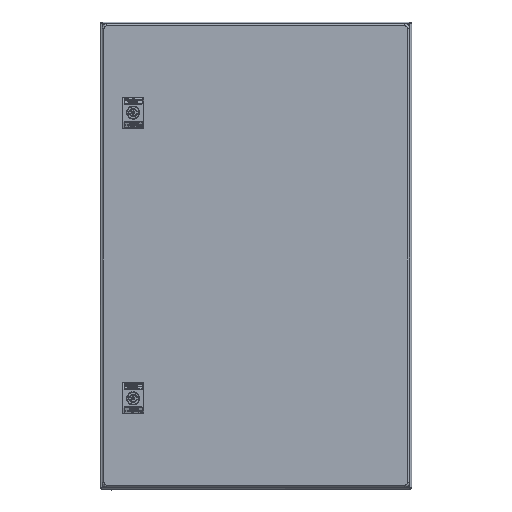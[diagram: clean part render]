
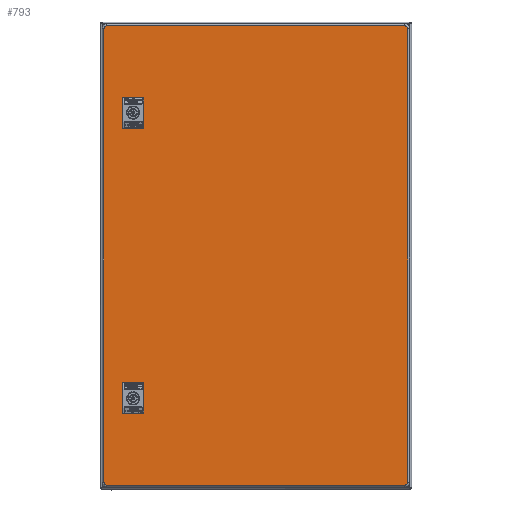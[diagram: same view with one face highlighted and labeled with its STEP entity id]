
A CAD part, top view. The second image highlights one B-rep face of the part: STEP entity #793.
In plain terms, the highlighted planar face has unit normal (0, 0, 1).
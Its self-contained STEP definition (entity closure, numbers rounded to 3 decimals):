
#793=ADVANCED_FACE('',(#5294,#5295,#5296),#5297,.T.);
#5294=FACE_OUTER_BOUND('',#15580,.T.);
#5295=FACE_BOUND('',#15581,.T.);
#5296=FACE_BOUND('',#15582,.T.);
#5297=PLANE('',#15583);
#15580=EDGE_LOOP('',(#32669,#32670,#32671,#32672,#32673,#32674,#32675,#32676));
#15581=EDGE_LOOP('',(#32677,#32678,#32679,#32680));
#15582=EDGE_LOOP('',(#32681,#32682,#32683,#32684));
#15583=AXIS2_PLACEMENT_3D('',#32685,#32686,#32687);
#32669=ORIENTED_EDGE('',*,*,#61199,.F.);
#32670=ORIENTED_EDGE('',*,*,#61200,.T.);
#32671=ORIENTED_EDGE('',*,*,#61201,.F.);
#32672=ORIENTED_EDGE('',*,*,#61202,.T.);
#32673=ORIENTED_EDGE('',*,*,#61203,.F.);
#32674=ORIENTED_EDGE('',*,*,#61204,.T.);
#32675=ORIENTED_EDGE('',*,*,#61205,.F.);
#32676=ORIENTED_EDGE('',*,*,#61206,.T.);
#32677=ORIENTED_EDGE('',*,*,#61207,.F.);
#32678=ORIENTED_EDGE('',*,*,#61208,.T.);
#32679=ORIENTED_EDGE('',*,*,#61209,.F.);
#32680=ORIENTED_EDGE('',*,*,#61210,.T.);
#32681=ORIENTED_EDGE('',*,*,#61211,.F.);
#32682=ORIENTED_EDGE('',*,*,#61212,.T.);
#32683=ORIENTED_EDGE('',*,*,#61213,.F.);
#32684=ORIENTED_EDGE('',*,*,#61214,.T.);
#32685=CARTESIAN_POINT('',(-0.3,0.,152.21));
#32686=DIRECTION('',(0.0,0.0,1.0));
#32687=DIRECTION('',(1.0,0.0,0.0));
#61199=EDGE_CURVE('',#72276,#72277,#72278,.T.);
#61200=EDGE_CURVE('',#72276,#72279,#72280,.T.);
#61201=EDGE_CURVE('',#72281,#72279,#72282,.T.);
#61202=EDGE_CURVE('',#72281,#72283,#72284,.T.);
#61203=EDGE_CURVE('',#72285,#72283,#72286,.T.);
#61204=EDGE_CURVE('',#72285,#72287,#72288,.T.);
#61205=EDGE_CURVE('',#72289,#72287,#72290,.T.);
#61206=EDGE_CURVE('',#72289,#72277,#72291,.T.);
#61207=EDGE_CURVE('',#72292,#72293,#72294,.T.);
#61208=EDGE_CURVE('',#72292,#72295,#72296,.T.);
#61209=EDGE_CURVE('',#72297,#72295,#72298,.T.);
#61210=EDGE_CURVE('',#72297,#72293,#72299,.T.);
#61211=EDGE_CURVE('',#72300,#72301,#72302,.T.);
#61212=EDGE_CURVE('',#72300,#72303,#72304,.T.);
#61213=EDGE_CURVE('',#72305,#72303,#72306,.T.);
#61214=EDGE_CURVE('',#72305,#72301,#72307,.T.);
#72276=VERTEX_POINT('',#90239);
#72277=VERTEX_POINT('',#90240);
#72278=CIRCLE('',#90241,3.5);
#72279=VERTEX_POINT('',#90242);
#72280=LINE('',#90243,#90244);
#72281=VERTEX_POINT('',#90245);
#72282=CIRCLE('',#90246,3.5);
#72283=VERTEX_POINT('',#90247);
#72284=LINE('',#90248,#90249);
#72285=VERTEX_POINT('',#90250);
#72286=CIRCLE('',#90251,3.5);
#72287=VERTEX_POINT('',#90252);
#72288=LINE('',#90253,#90254);
#72289=VERTEX_POINT('',#90255);
#72290=CIRCLE('',#90256,3.5);
#72291=LINE('',#90257,#90258);
#72292=VERTEX_POINT('',#90259);
#72293=VERTEX_POINT('',#90260);
#72294=CIRCLE('',#90261,11.75);
#72295=VERTEX_POINT('',#90262);
#72296=LINE('',#90263,#90264);
#72297=VERTEX_POINT('',#90265);
#72298=CIRCLE('',#90266,11.75);
#72299=LINE('',#90267,#90268);
#72300=VERTEX_POINT('',#90269);
#72301=VERTEX_POINT('',#90270);
#72302=CIRCLE('',#90271,11.75);
#72303=VERTEX_POINT('',#90272);
#72304=LINE('',#90273,#90274);
#72305=VERTEX_POINT('',#90275);
#72306=CIRCLE('',#90276,11.75);
#72307=LINE('',#90277,#90278);
#90239=CARTESIAN_POINT('',(191.2,295.,152.21));
#90240=CARTESIAN_POINT('',(194.7,291.5,152.21));
#90241=AXIS2_PLACEMENT_3D('',#122349,#122350,#122351);
#90242=CARTESIAN_POINT('',(-191.8,295.,152.21));
#90243=CARTESIAN_POINT('',(191.2,295.,152.21));
#90244=VECTOR('',#122352,383.);
#90245=CARTESIAN_POINT('',(-195.3,291.5,152.21));
#90246=AXIS2_PLACEMENT_3D('',#122353,#122354,#122355);
#90247=CARTESIAN_POINT('',(-195.3,-291.5,152.21));
#90248=CARTESIAN_POINT('',(-195.3,291.5,152.21));
#90249=VECTOR('',#122356,583.);
#90250=CARTESIAN_POINT('',(-191.8,-295.,152.21));
#90251=AXIS2_PLACEMENT_3D('',#122357,#122358,#122359);
#90252=CARTESIAN_POINT('',(191.2,-295.,152.21));
#90253=CARTESIAN_POINT('',(-191.8,-295.,152.21));
#90254=VECTOR('',#122360,383.);
#90255=CARTESIAN_POINT('',(194.7,-291.5,152.21));
#90256=AXIS2_PLACEMENT_3D('',#122361,#122362,#122363);
#90257=CARTESIAN_POINT('',(194.7,-291.5,152.21));
#90258=VECTOR('',#122364,583.);
#90259=CARTESIAN_POINT('',(-147.7,189.504,152.21));
#90260=CARTESIAN_POINT('',(-167.9,189.504,152.21));
#90261=AXIS2_PLACEMENT_3D('',#122365,#122366,#122367);
#90262=CARTESIAN_POINT('',(-147.7,177.496,152.21));
#90263=CARTESIAN_POINT('',(-147.7,189.504,152.21));
#90264=VECTOR('',#122368,12.009);
#90265=CARTESIAN_POINT('',(-167.9,177.496,152.21));
#90266=AXIS2_PLACEMENT_3D('',#122369,#122370,#122371);
#90267=CARTESIAN_POINT('',(-167.9,177.496,152.21));
#90268=VECTOR('',#122372,12.009);
#90269=CARTESIAN_POINT('',(-147.7,-177.496,152.21));
#90270=CARTESIAN_POINT('',(-167.9,-177.496,152.21));
#90271=AXIS2_PLACEMENT_3D('',#122373,#122374,#122375);
#90272=CARTESIAN_POINT('',(-147.7,-189.504,152.21));
#90273=CARTESIAN_POINT('',(-147.7,-177.496,152.21));
#90274=VECTOR('',#122376,12.009);
#90275=CARTESIAN_POINT('',(-167.9,-189.504,152.21));
#90276=AXIS2_PLACEMENT_3D('',#122377,#122378,#122379);
#90277=CARTESIAN_POINT('',(-167.9,-189.504,152.21));
#90278=VECTOR('',#122380,12.009);
#122349=CARTESIAN_POINT('',(191.2,291.5,152.21));
#122350=DIRECTION('',(0.0,0.0,-1.0));
#122351=DIRECTION('',(0.0,1.0,0.0));
#122352=DIRECTION('',(-1.0,0.,0.0));
#122353=CARTESIAN_POINT('',(-191.8,291.5,152.21));
#122354=DIRECTION('',(0.0,0.0,-1.0));
#122355=DIRECTION('',(-1.0,0.,0.0));
#122356=DIRECTION('',(0.,-1.0,0.0));
#122357=CARTESIAN_POINT('',(-191.8,-291.5,152.21));
#122358=DIRECTION('',(0.0,0.0,-1.0));
#122359=DIRECTION('',(0.0,-1.0,0.0));
#122360=DIRECTION('',(1.0,0.,0.0));
#122361=CARTESIAN_POINT('',(191.2,-291.5,152.21));
#122362=DIRECTION('',(0.0,0.0,-1.0));
#122363=DIRECTION('',(1.0,0.0,0.0));
#122364=DIRECTION('',(0.0,1.0,0.0));
#122365=CARTESIAN_POINT('',(-157.8,183.5,152.21));
#122366=DIRECTION('',(0.0,-0.0,1.0));
#122367=DIRECTION('',(0.86,0.511,0.0));
#122368=DIRECTION('',(0.,-1.0,0.0));
#122369=CARTESIAN_POINT('',(-157.8,183.5,152.21));
#122370=DIRECTION('',(0.0,0.0,1.0));
#122371=DIRECTION('',(-0.86,-0.511,0.0));
#122372=DIRECTION('',(0.,1.0,0.0));
#122373=CARTESIAN_POINT('',(-157.8,-183.5,152.21));
#122374=DIRECTION('',(0.0,-0.0,1.0));
#122375=DIRECTION('',(0.86,0.511,0.0));
#122376=DIRECTION('',(0.,-1.0,0.0));
#122377=CARTESIAN_POINT('',(-157.8,-183.5,152.21));
#122378=DIRECTION('',(0.0,0.0,1.0));
#122379=DIRECTION('',(-0.86,-0.511,0.0));
#122380=DIRECTION('',(0.,1.0,0.0));
